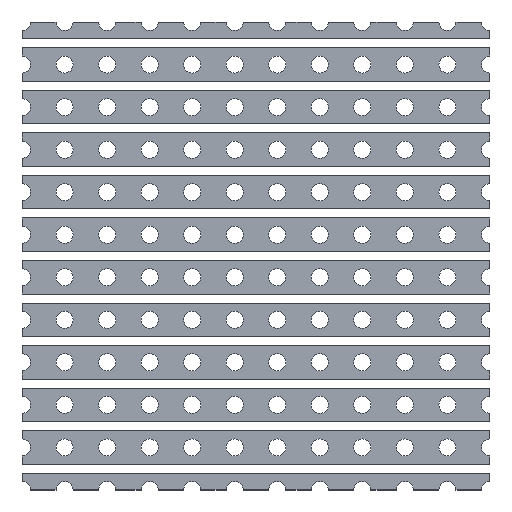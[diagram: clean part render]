
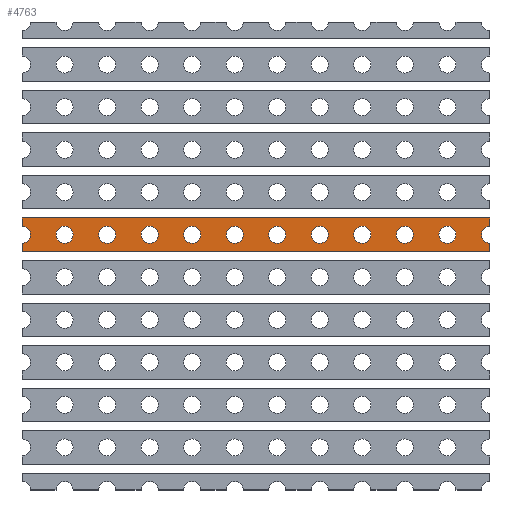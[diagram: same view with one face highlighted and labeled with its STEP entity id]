
A CAD part, top view. The second image highlights one B-rep face of the part: STEP entity #4763.
In plain terms, the highlighted planar face has unit normal (0, 0, 1).
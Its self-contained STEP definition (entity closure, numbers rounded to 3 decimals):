
#4666 = VERTEX_POINT('',#4667);
#4667 = CARTESIAN_POINT('',(-13.97,2.27,0.));
#4684 = VERTEX_POINT('',#4685);
#4685 = CARTESIAN_POINT('',(13.97,2.27,0.));
#4691 = EDGE_CURVE('',#4666,#4684,#4692,.T.);
#4692 = LINE('',#4693,#4694);
#4693 = CARTESIAN_POINT('',(-13.97,2.27,0.));
#4694 = VECTOR('',#4695,1.);
#4695 = DIRECTION('',(1.,0.,0.));
#4705 = EDGE_CURVE('',#4706,#4666,#4708,.T.);
#4706 = VERTEX_POINT('',#4707);
#4707 = CARTESIAN_POINT('',(-13.97,1.78,0.));
#4708 = LINE('',#4709,#4710);
#4709 = CARTESIAN_POINT('',(-13.97,0.27,0.));
#4710 = VECTOR('',#4711,1.);
#4711 = DIRECTION('',(0.,1.,0.));
#4736 = EDGE_CURVE('',#4684,#4737,#4739,.T.);
#4737 = VERTEX_POINT('',#4738);
#4738 = CARTESIAN_POINT('',(13.97,1.78,0.));
#4739 = LINE('',#4740,#4741);
#4740 = CARTESIAN_POINT('',(13.97,2.27,0.));
#4741 = VECTOR('',#4742,1.);
#4742 = DIRECTION('',(0.,-1.,0.));
#4763 = ADVANCED_FACE('',(#4764,#4818,#4829,#4840,#4851,#4862,#4873,
    #4884,#4895,#4906,#4917),#4928,.F.);
#4764 = FACE_BOUND('',#4765,.F.);
#4765 = EDGE_LOOP('',(#4766,#4775,#4776,#4777,#4778,#4787,#4795,#4803,
    #4811));
#4766 = ORIENTED_EDGE('',*,*,#4767,.T.);
#4767 = EDGE_CURVE('',#4768,#4706,#4770,.T.);
#4768 = VERTEX_POINT('',#4769);
#4769 = CARTESIAN_POINT('',(-13.46,1.27,0.));
#4770 = CIRCLE('',#4771,0.51);
#4771 = AXIS2_PLACEMENT_3D('',#4772,#4773,#4774);
#4772 = CARTESIAN_POINT('',(-13.97,1.27,0.));
#4773 = DIRECTION('',(0.,0.,1.));
#4774 = DIRECTION('',(1.,0.,0.));
#4775 = ORIENTED_EDGE('',*,*,#4705,.T.);
#4776 = ORIENTED_EDGE('',*,*,#4691,.T.);
#4777 = ORIENTED_EDGE('',*,*,#4736,.T.);
#4778 = ORIENTED_EDGE('',*,*,#4779,.T.);
#4779 = EDGE_CURVE('',#4737,#4780,#4782,.T.);
#4780 = VERTEX_POINT('',#4781);
#4781 = CARTESIAN_POINT('',(13.97,0.76,0.));
#4782 = CIRCLE('',#4783,0.51);
#4783 = AXIS2_PLACEMENT_3D('',#4784,#4785,#4786);
#4784 = CARTESIAN_POINT('',(13.97,1.27,0.));
#4785 = DIRECTION('',(0.,0.,1.));
#4786 = DIRECTION('',(1.,0.,0.));
#4787 = ORIENTED_EDGE('',*,*,#4788,.T.);
#4788 = EDGE_CURVE('',#4780,#4789,#4791,.T.);
#4789 = VERTEX_POINT('',#4790);
#4790 = CARTESIAN_POINT('',(13.97,0.27,0.));
#4791 = LINE('',#4792,#4793);
#4792 = CARTESIAN_POINT('',(13.97,2.27,0.));
#4793 = VECTOR('',#4794,1.);
#4794 = DIRECTION('',(0.,-1.,0.));
#4795 = ORIENTED_EDGE('',*,*,#4796,.T.);
#4796 = EDGE_CURVE('',#4789,#4797,#4799,.T.);
#4797 = VERTEX_POINT('',#4798);
#4798 = CARTESIAN_POINT('',(-13.97,0.27,0.));
#4799 = LINE('',#4800,#4801);
#4800 = CARTESIAN_POINT('',(13.97,0.27,0.));
#4801 = VECTOR('',#4802,1.);
#4802 = DIRECTION('',(-1.,0.,0.));
#4803 = ORIENTED_EDGE('',*,*,#4804,.T.);
#4804 = EDGE_CURVE('',#4797,#4805,#4807,.T.);
#4805 = VERTEX_POINT('',#4806);
#4806 = CARTESIAN_POINT('',(-13.97,0.76,0.));
#4807 = LINE('',#4808,#4809);
#4808 = CARTESIAN_POINT('',(-13.97,0.27,0.));
#4809 = VECTOR('',#4810,1.);
#4810 = DIRECTION('',(0.,1.,0.));
#4811 = ORIENTED_EDGE('',*,*,#4812,.T.);
#4812 = EDGE_CURVE('',#4805,#4768,#4813,.T.);
#4813 = CIRCLE('',#4814,0.51);
#4814 = AXIS2_PLACEMENT_3D('',#4815,#4816,#4817);
#4815 = CARTESIAN_POINT('',(-13.97,1.27,0.));
#4816 = DIRECTION('',(0.,0.,1.));
#4817 = DIRECTION('',(1.,0.,0.));
#4818 = FACE_BOUND('',#4819,.F.);
#4819 = EDGE_LOOP('',(#4820));
#4820 = ORIENTED_EDGE('',*,*,#4821,.T.);
#4821 = EDGE_CURVE('',#4822,#4822,#4824,.T.);
#4822 = VERTEX_POINT('',#4823);
#4823 = CARTESIAN_POINT('',(-5.84,1.27,0.));
#4824 = CIRCLE('',#4825,0.51);
#4825 = AXIS2_PLACEMENT_3D('',#4826,#4827,#4828);
#4826 = CARTESIAN_POINT('',(-6.35,1.27,0.));
#4827 = DIRECTION('',(0.,0.,1.));
#4828 = DIRECTION('',(1.,0.,0.));
#4829 = FACE_BOUND('',#4830,.F.);
#4830 = EDGE_LOOP('',(#4831));
#4831 = ORIENTED_EDGE('',*,*,#4832,.T.);
#4832 = EDGE_CURVE('',#4833,#4833,#4835,.T.);
#4833 = VERTEX_POINT('',#4834);
#4834 = CARTESIAN_POINT('',(-3.3,1.27,0.));
#4835 = CIRCLE('',#4836,0.51);
#4836 = AXIS2_PLACEMENT_3D('',#4837,#4838,#4839);
#4837 = CARTESIAN_POINT('',(-3.81,1.27,0.));
#4838 = DIRECTION('',(0.,0.,1.));
#4839 = DIRECTION('',(1.,0.,0.));
#4840 = FACE_BOUND('',#4841,.F.);
#4841 = EDGE_LOOP('',(#4842));
#4842 = ORIENTED_EDGE('',*,*,#4843,.T.);
#4843 = EDGE_CURVE('',#4844,#4844,#4846,.T.);
#4844 = VERTEX_POINT('',#4845);
#4845 = CARTESIAN_POINT('',(-0.76,1.27,0.));
#4846 = CIRCLE('',#4847,0.51);
#4847 = AXIS2_PLACEMENT_3D('',#4848,#4849,#4850);
#4848 = CARTESIAN_POINT('',(-1.27,1.27,0.));
#4849 = DIRECTION('',(0.,0.,1.));
#4850 = DIRECTION('',(1.,0.,0.));
#4851 = FACE_BOUND('',#4852,.F.);
#4852 = EDGE_LOOP('',(#4853));
#4853 = ORIENTED_EDGE('',*,*,#4854,.T.);
#4854 = EDGE_CURVE('',#4855,#4855,#4857,.T.);
#4855 = VERTEX_POINT('',#4856);
#4856 = CARTESIAN_POINT('',(6.86,1.27,0.));
#4857 = CIRCLE('',#4858,0.51);
#4858 = AXIS2_PLACEMENT_3D('',#4859,#4860,#4861);
#4859 = CARTESIAN_POINT('',(6.35,1.27,0.));
#4860 = DIRECTION('',(0.,0.,1.));
#4861 = DIRECTION('',(1.,0.,0.));
#4862 = FACE_BOUND('',#4863,.F.);
#4863 = EDGE_LOOP('',(#4864));
#4864 = ORIENTED_EDGE('',*,*,#4865,.T.);
#4865 = EDGE_CURVE('',#4866,#4866,#4868,.T.);
#4866 = VERTEX_POINT('',#4867);
#4867 = CARTESIAN_POINT('',(4.32,1.27,0.));
#4868 = CIRCLE('',#4869,0.51);
#4869 = AXIS2_PLACEMENT_3D('',#4870,#4871,#4872);
#4870 = CARTESIAN_POINT('',(3.81,1.27,0.));
#4871 = DIRECTION('',(0.,0.,1.));
#4872 = DIRECTION('',(1.,0.,0.));
#4873 = FACE_BOUND('',#4874,.F.);
#4874 = EDGE_LOOP('',(#4875));
#4875 = ORIENTED_EDGE('',*,*,#4876,.T.);
#4876 = EDGE_CURVE('',#4877,#4877,#4879,.T.);
#4877 = VERTEX_POINT('',#4878);
#4878 = CARTESIAN_POINT('',(1.78,1.27,0.));
#4879 = CIRCLE('',#4880,0.51);
#4880 = AXIS2_PLACEMENT_3D('',#4881,#4882,#4883);
#4881 = CARTESIAN_POINT('',(1.27,1.27,0.));
#4882 = DIRECTION('',(0.,0.,1.));
#4883 = DIRECTION('',(1.,0.,0.));
#4884 = FACE_BOUND('',#4885,.F.);
#4885 = EDGE_LOOP('',(#4886));
#4886 = ORIENTED_EDGE('',*,*,#4887,.T.);
#4887 = EDGE_CURVE('',#4888,#4888,#4890,.T.);
#4888 = VERTEX_POINT('',#4889);
#4889 = CARTESIAN_POINT('',(-8.38,1.27,0.));
#4890 = CIRCLE('',#4891,0.51);
#4891 = AXIS2_PLACEMENT_3D('',#4892,#4893,#4894);
#4892 = CARTESIAN_POINT('',(-8.89,1.27,0.));
#4893 = DIRECTION('',(0.,0.,1.));
#4894 = DIRECTION('',(1.,0.,0.));
#4895 = FACE_BOUND('',#4896,.F.);
#4896 = EDGE_LOOP('',(#4897));
#4897 = ORIENTED_EDGE('',*,*,#4898,.T.);
#4898 = EDGE_CURVE('',#4899,#4899,#4901,.T.);
#4899 = VERTEX_POINT('',#4900);
#4900 = CARTESIAN_POINT('',(-10.92,1.27,0.));
#4901 = CIRCLE('',#4902,0.51);
#4902 = AXIS2_PLACEMENT_3D('',#4903,#4904,#4905);
#4903 = CARTESIAN_POINT('',(-11.43,1.27,0.));
#4904 = DIRECTION('',(0.,0.,1.));
#4905 = DIRECTION('',(1.,0.,0.));
#4906 = FACE_BOUND('',#4907,.F.);
#4907 = EDGE_LOOP('',(#4908));
#4908 = ORIENTED_EDGE('',*,*,#4909,.T.);
#4909 = EDGE_CURVE('',#4910,#4910,#4912,.T.);
#4910 = VERTEX_POINT('',#4911);
#4911 = CARTESIAN_POINT('',(9.4,1.27,0.));
#4912 = CIRCLE('',#4913,0.51);
#4913 = AXIS2_PLACEMENT_3D('',#4914,#4915,#4916);
#4914 = CARTESIAN_POINT('',(8.89,1.27,0.));
#4915 = DIRECTION('',(0.,0.,1.));
#4916 = DIRECTION('',(1.,0.,0.));
#4917 = FACE_BOUND('',#4918,.F.);
#4918 = EDGE_LOOP('',(#4919));
#4919 = ORIENTED_EDGE('',*,*,#4920,.T.);
#4920 = EDGE_CURVE('',#4921,#4921,#4923,.T.);
#4921 = VERTEX_POINT('',#4922);
#4922 = CARTESIAN_POINT('',(11.94,1.27,0.));
#4923 = CIRCLE('',#4924,0.51);
#4924 = AXIS2_PLACEMENT_3D('',#4925,#4926,#4927);
#4925 = CARTESIAN_POINT('',(11.43,1.27,0.));
#4926 = DIRECTION('',(0.,0.,1.));
#4927 = DIRECTION('',(1.,0.,0.));
#4928 = PLANE('',#4929);
#4929 = AXIS2_PLACEMENT_3D('',#4930,#4931,#4932);
#4930 = CARTESIAN_POINT('',(0.,1.27,0.));
#4931 = DIRECTION('',(-0.,-0.,-1.));
#4932 = DIRECTION('',(-1.,0.,0.));
